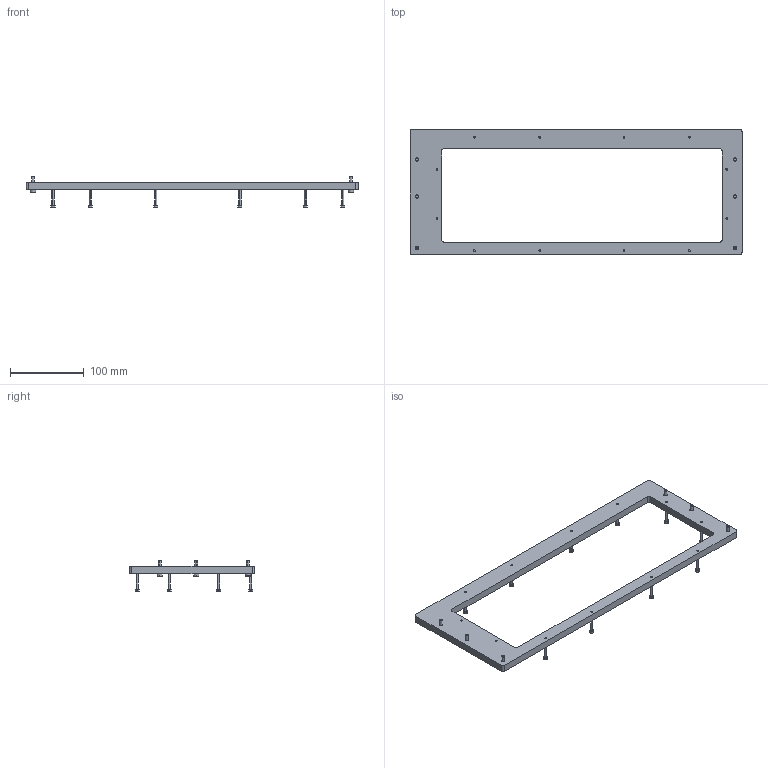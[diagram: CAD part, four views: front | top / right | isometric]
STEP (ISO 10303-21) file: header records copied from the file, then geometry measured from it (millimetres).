
FILE_DESCRIPTION (( 'STEP AP214' ), '1' );
FILE_NAME ('INGUN_115680.STEP', '2024-03-12T11:24:48', ( '' ), ( '' ), 'SwSTEP 2.0', 'SolidWorks 2021', '' );
FILE_SCHEMA (( 'AUTOMOTIVE_DESIGN' ));
Length unit declared in the file: millimetre
Products named in the file (4): 115594~1_S; DIN912~n_M03,0x030; INGUN_115680; DIN912~n_M04,0x018
Assembly tree (19 placements, depth 2):
  INGUN_115680
    115594~1_S
    DIN912~n_M04,0x018  x6
    DIN912~n_M03,0x030  x12
Bounding box: 451 x 170 x 42 mm (x, y, z)
Volume: 287704 mm3; surface area: 87865.4 mm2
Topology: 19 solids, 19 shells, 576 faces, 1434 edges, 932 vertices
Faces by surface type: cylinder 422, plane 82, cone 72
Entity records: 4200 total; most frequent: DIRECTION 746, CARTESIAN_POINT 628, ORIENTED_EDGE 596, AXIS2_PLACEMENT_3D 314, EDGE_CURVE 298, VERTEX_POINT 196, CIRCLE 180, EDGE_LOOP 154
